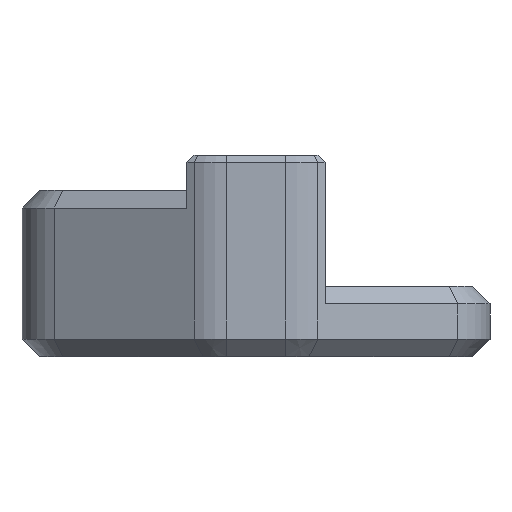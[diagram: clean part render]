
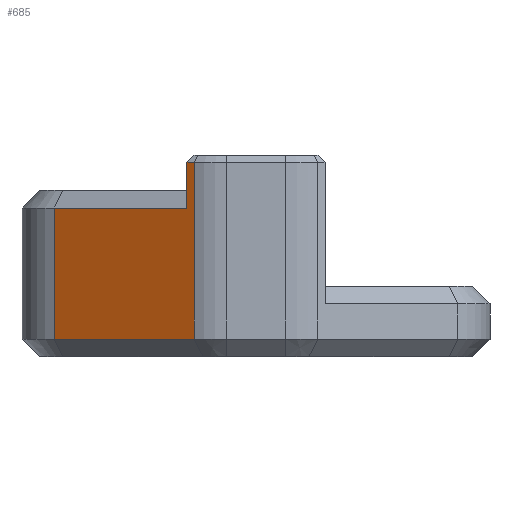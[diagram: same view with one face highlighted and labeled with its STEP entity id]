
A CAD part, left-side view. The second image highlights one B-rep face of the part: STEP entity #685.
In plain terms, the highlighted planar face has unit normal (-0.866, 0.5, 0).
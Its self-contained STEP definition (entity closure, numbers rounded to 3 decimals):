
#41 = VERTEX_POINT ( 'NONE', #1573 ) ;
#166 = CARTESIAN_POINT ( 'NONE',  ( -13.903, 5.632, 6.35 ) ) ;
#426 = DIRECTION ( 'NONE',  ( 0.5, 0.866, 0. ) ) ;
#487 = CARTESIAN_POINT ( 'NONE',  ( -12.17, 8.634, 0.74 ) ) ;
#626 = ORIENTED_EDGE ( 'NONE', *, *, #8572, .F. ) ;
#685 = ADVANCED_FACE ( 'NONE', ( #8634 ), #1278, .T. ) ;
#1278 = PLANE ( 'NONE',  #8772 ) ;
#1284 = LINE ( 'NONE', #2196, #2842 ) ;
#1407 = ORIENTED_EDGE ( 'NONE', *, *, #1692, .T. ) ;
#1573 = CARTESIAN_POINT ( 'NONE',  ( -15.632, 2.638, 0.75 ) ) ;
#1692 = EDGE_CURVE ( 'NONE', #8479, #10524, #3689, .T. ) ;
#1714 = VERTEX_POINT ( 'NONE', #9526 ) ;
#2069 = CARTESIAN_POINT ( 'NONE',  ( -15.452, 2.95, 4.525 ) ) ;
#2196 = CARTESIAN_POINT ( 'NONE',  ( -12.175, 8.625, 3.55 ) ) ;
#2842 = VECTOR ( 'NONE', #2894, 1000. ) ;
#2894 = DIRECTION ( 'NONE',  ( 0., 0., 1. ) ) ;
#3209 = ORIENTED_EDGE ( 'NONE', *, *, #5258, .T. ) ;
#3689 = LINE ( 'NONE', #2069, #3995 ) ;
#3692 = LINE ( 'NONE', #3801, #5984 ) ;
#3801 = CARTESIAN_POINT ( 'NONE',  ( -13.903, 5.632, 8.3 ) ) ;
#3995 = VECTOR ( 'NONE', #8673, 1000. ) ;
#4240 = LINE ( 'NONE', #166, #9359 ) ;
#4555 = DIRECTION ( 'NONE',  ( -0.5, -0.866, 0. ) ) ;
#4663 = EDGE_CURVE ( 'NONE', #10524, #10235, #4240, .T. ) ;
#4668 = CARTESIAN_POINT ( 'NONE',  ( -15.632, 2.638, 0.75 ) ) ;
#4689 = CARTESIAN_POINT ( 'NONE',  ( -15.632, 2.638, 4.525 ) ) ;
#4737 = DIRECTION ( 'NONE',  ( 0., 0., 1. ) ) ;
#5258 = EDGE_CURVE ( 'NONE', #41, #1714, #10311, .T. ) ;
#5984 = VECTOR ( 'NONE', #7168, 1000. ) ;
#6175 = VECTOR ( 'NONE', #10539, 1000. ) ;
#7126 = CARTESIAN_POINT ( 'NONE',  ( -15.452, 2.95, 8.3 ) ) ;
#7168 = DIRECTION ( 'NONE',  ( 0.5, 0.866, 0. ) ) ;
#7307 = ORIENTED_EDGE ( 'NONE', *, *, #9246, .F. ) ;
#7664 = EDGE_CURVE ( 'NONE', #1714, #8479, #3692, .T. ) ;
#7679 = CARTESIAN_POINT ( 'NONE',  ( -12.175, 8.625, 6.35 ) ) ;
#8424 = CARTESIAN_POINT ( 'NONE',  ( -15.452, 2.95, 6.35 ) ) ;
#8479 = VERTEX_POINT ( 'NONE', #7126 ) ;
#8572 = EDGE_CURVE ( 'NONE', #41, #9104, #8744, .T. ) ;
#8574 = ORIENTED_EDGE ( 'NONE', *, *, #7664, .T. ) ;
#8634 = FACE_OUTER_BOUND ( 'NONE', #10272, .T. ) ;
#8673 = DIRECTION ( 'NONE',  ( 0., 0., -1. ) ) ;
#8744 = LINE ( 'NONE', #4668, #6175 ) ;
#8772 = AXIS2_PLACEMENT_3D ( 'NONE', #487, #9488, #4555 ) ;
#8858 = VECTOR ( 'NONE', #4737, 1000. ) ;
#8993 = ORIENTED_EDGE ( 'NONE', *, *, #4663, .T. ) ;
#9104 = VERTEX_POINT ( 'NONE', #9392 ) ;
#9246 = EDGE_CURVE ( 'NONE', #9104, #10235, #1284, .T. ) ;
#9359 = VECTOR ( 'NONE', #426, 1000. ) ;
#9392 = CARTESIAN_POINT ( 'NONE',  ( -12.175, 8.625, 0.75 ) ) ;
#9488 = DIRECTION ( 'NONE',  ( -0.866, 0.5, 0. ) ) ;
#9526 = CARTESIAN_POINT ( 'NONE',  ( -15.632, 2.638, 8.3 ) ) ;
#10235 = VERTEX_POINT ( 'NONE', #7679 ) ;
#10272 = EDGE_LOOP ( 'NONE', ( #626, #3209, #8574, #1407, #8993, #7307 ) ) ;
#10311 = LINE ( 'NONE', #4689, #8858 ) ;
#10524 = VERTEX_POINT ( 'NONE', #8424 ) ;
#10539 = DIRECTION ( 'NONE',  ( 0.5, 0.866, 0. ) ) ;
